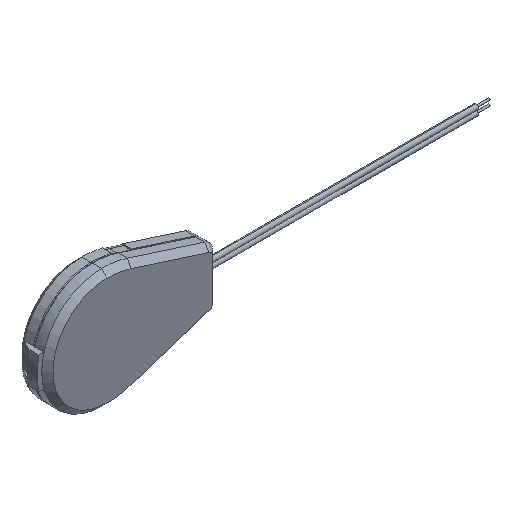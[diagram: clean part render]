
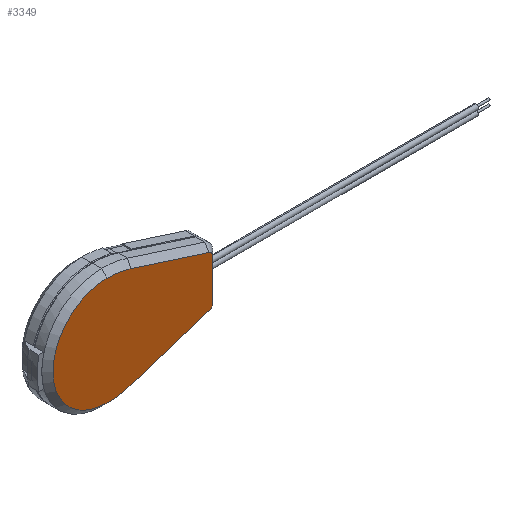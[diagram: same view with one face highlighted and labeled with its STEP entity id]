
A CAD part, isometric view. The second image highlights one B-rep face of the part: STEP entity #3349.
In plain terms, the highlighted planar face has unit normal (0, -1, 0).
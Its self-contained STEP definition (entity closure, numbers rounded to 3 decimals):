
#108 = EDGE_CURVE ( 'NONE', #4643, #3891, #3444, .T. ) ;
#134 = EDGE_CURVE ( 'NONE', #1216, #1235, #3255, .T. ) ;
#185 = VECTOR ( 'NONE', #3666, 1000. ) ;
#224 = PLANE ( 'NONE',  #1853 ) ;
#237 = DIRECTION ( 'NONE',  ( 0., 0., -1. ) ) ;
#351 = ORIENTED_EDGE ( 'NONE', *, *, #3222, .T. ) ;
#379 = EDGE_CURVE ( 'NONE', #3576, #4986, #882, .T. ) ;
#393 = CARTESIAN_POINT ( 'NONE',  ( 19.78, 0., -5.313 ) ) ;
#417 = VERTEX_POINT ( 'NONE', #1374 ) ;
#498 = CARTESIAN_POINT ( 'NONE',  ( 20.239, 0., -6.741 ) ) ;
#583 = CARTESIAN_POINT ( 'NONE',  ( -6.88, 0., 14.4 ) ) ;
#603 = ORIENTED_EDGE ( 'NONE', *, *, #379, .T. ) ;
#832 = CARTESIAN_POINT ( 'NONE',  ( -6.88, 0., -14.4 ) ) ;
#882 = CIRCLE ( 'NONE', #885, 14.4 ) ;
#885 = AXIS2_PLACEMENT_3D ( 'NONE', #2573, #2174, #237 ) ;
#952 = ORIENTED_EDGE ( 'NONE', *, *, #134, .T. ) ;
#966 = AXIS2_PLACEMENT_3D ( 'NONE', #393, #1189, #2737 ) ;
#1080 = DIRECTION ( 'NONE',  ( 0., 0., -1. ) ) ;
#1095 = AXIS2_PLACEMENT_3D ( 'NONE', #2094, #2988, #4808 ) ;
#1096 = CARTESIAN_POINT ( 'NONE',  ( -6.88, 0., 6.585 ) ) ;
#1184 = FACE_OUTER_BOUND ( 'NONE', #4766, .T. ) ;
#1189 = DIRECTION ( 'NONE',  ( 0., -1., 0. ) ) ;
#1203 = CIRCLE ( 'NONE', #1095, 20.985 ) ;
#1216 = VERTEX_POINT ( 'NONE', #4658 ) ;
#1235 = VERTEX_POINT ( 'NONE', #498 ) ;
#1374 = CARTESIAN_POINT ( 'NONE',  ( -0.459, 0., 13.393 ) ) ;
#1400 = ORIENTED_EDGE ( 'NONE', *, *, #3972, .T. ) ;
#1443 = DIRECTION ( 'NONE',  ( 0., -1., 0. ) ) ;
#1707 = ORIENTED_EDGE ( 'NONE', *, *, #3334, .T. ) ;
#1840 = CARTESIAN_POINT ( 'NONE',  ( 21.28, 0., 5.313 ) ) ;
#1853 = AXIS2_PLACEMENT_3D ( 'NONE', #1096, #3426, #4607 ) ;
#2094 = CARTESIAN_POINT ( 'NONE',  ( -6.88, 0., -6.585 ) ) ;
#2116 = AXIS2_PLACEMENT_3D ( 'NONE', #2244, #1443, #1080 ) ;
#2174 = DIRECTION ( 'NONE',  ( 0., -1., 0. ) ) ;
#2240 = CARTESIAN_POINT ( 'NONE',  ( -6.88, 0., 6.585 ) ) ;
#2244 = CARTESIAN_POINT ( 'NONE',  ( 19.78, 0., 5.313 ) ) ;
#2285 = DIRECTION ( 'NONE',  ( 0., -1., 0. ) ) ;
#2313 = EDGE_CURVE ( 'NONE', #417, #3576, #1203, .T. ) ;
#2447 = CIRCLE ( 'NONE', #966, 1.5 ) ;
#2573 = CARTESIAN_POINT ( 'NONE',  ( -6.88, 0., 0. ) ) ;
#2737 = DIRECTION ( 'NONE',  ( 0., 0., -1. ) ) ;
#2749 = CIRCLE ( 'NONE', #2116, 1.5 ) ;
#2964 = ORIENTED_EDGE ( 'NONE', *, *, #2313, .T. ) ;
#2988 = DIRECTION ( 'NONE',  ( 0., -1., 0. ) ) ;
#3172 = VERTEX_POINT ( 'NONE', #4718 ) ;
#3201 = VECTOR ( 'NONE', #4310, 1000. ) ;
#3217 = AXIS2_PLACEMENT_3D ( 'NONE', #2240, #2285, #4948 ) ;
#3222 = EDGE_CURVE ( 'NONE', #3172, #417, #4628, .T. ) ;
#3255 = LINE ( 'NONE', #4297, #3201 ) ;
#3334 = EDGE_CURVE ( 'NONE', #3891, #3172, #2749, .T. ) ;
#3349 = ADVANCED_FACE ( 'NONE', ( #1184 ), #224, .T. ) ;
#3426 = DIRECTION ( 'NONE',  ( 0., -1., 0. ) ) ;
#3444 = LINE ( 'NONE', #1840, #4466 ) ;
#3475 = CARTESIAN_POINT ( 'NONE',  ( 21.28, 0., -5.313 ) ) ;
#3576 = VERTEX_POINT ( 'NONE', #583 ) ;
#3620 = ORIENTED_EDGE ( 'NONE', *, *, #108, .T. ) ;
#3666 = DIRECTION ( 'NONE',  ( -0.952, 0., 0.306 ) ) ;
#3877 = CARTESIAN_POINT ( 'NONE',  ( 21.28, 0., 5.313 ) ) ;
#3891 = VERTEX_POINT ( 'NONE', #3877 ) ;
#3915 = EDGE_CURVE ( 'NONE', #1235, #4643, #2447, .T. ) ;
#3963 = CARTESIAN_POINT ( 'NONE',  ( -0.459, 0., 13.393 ) ) ;
#3972 = EDGE_CURVE ( 'NONE', #4986, #1216, #4801, .T. ) ;
#4122 = ORIENTED_EDGE ( 'NONE', *, *, #3915, .T. ) ;
#4297 = CARTESIAN_POINT ( 'NONE',  ( 20.239, 0., -6.741 ) ) ;
#4310 = DIRECTION ( 'NONE',  ( 0.952, 0., 0.306 ) ) ;
#4466 = VECTOR ( 'NONE', #4540, 1000. ) ;
#4540 = DIRECTION ( 'NONE',  ( 0., 0., 1. ) ) ;
#4607 = DIRECTION ( 'NONE',  ( 0., 0., -1. ) ) ;
#4628 = LINE ( 'NONE', #3963, #185 ) ;
#4643 = VERTEX_POINT ( 'NONE', #3475 ) ;
#4658 = CARTESIAN_POINT ( 'NONE',  ( -0.459, 0., -13.393 ) ) ;
#4718 = CARTESIAN_POINT ( 'NONE',  ( 20.239, 0., 6.741 ) ) ;
#4766 = EDGE_LOOP ( 'NONE', ( #1400, #952, #4122, #3620, #1707, #351, #2964, #603 ) ) ;
#4801 = CIRCLE ( 'NONE', #3217, 20.985 ) ;
#4808 = DIRECTION ( 'NONE',  ( 0., 0., -1. ) ) ;
#4948 = DIRECTION ( 'NONE',  ( 0., 0., -1. ) ) ;
#4986 = VERTEX_POINT ( 'NONE', #832 ) ;
